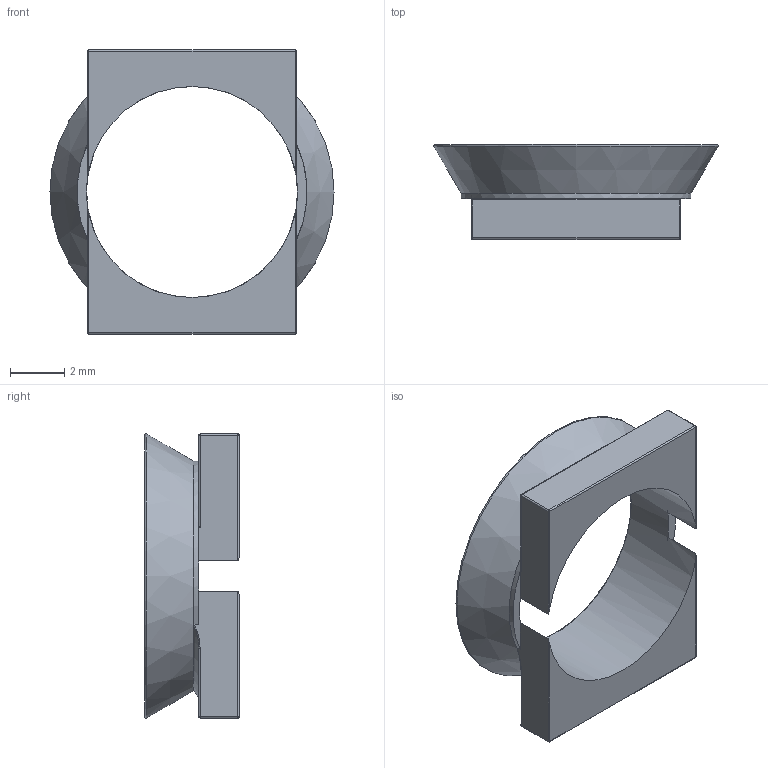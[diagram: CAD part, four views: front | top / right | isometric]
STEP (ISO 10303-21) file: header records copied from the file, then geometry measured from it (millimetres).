
FILE_DESCRIPTION(/* description */ (''),/* implementation_level */ '2;1');
FILE_NAME(/* name */ 'Painel FMC v4 anel de silicone Amarelo.stp',/* time_stamp */ '2016-05-17T14:37:40-03:00',/* author */ ('fernando.santanna'),/* organization */ (''),/* preprocessor_version */ 'ST-DEVELOPER v16.1',/* originating_system */ 'Autodesk Inventor 2016',/* authorisation */ '');
FILE_SCHEMA (('AUTOMOTIVE_DESIGN { 1 0 10303 214 3 1 1 }'));
Length unit declared in the file: millimetre
Products named in the file (1): Painel FMC v4 anel de silicone
Bounding box: 10.51 x 3.5 x 10.51 mm (x, y, z)
Volume: 95.1 mm3; surface area: 297.3 mm2
Topology: 1 solids, 1 shells, 45 faces, 102 edges, 58 vertices
Faces by surface type: cylinder 18, plane 13, sphere 8, torus 3, bspline 2, cone 1
Full cylindrical faces by diameter (mm): 7.8 x1
Entity records: 1359 total; most frequent: CARTESIAN_POINT 354, DIRECTION 212, ORIENTED_EDGE 192, EDGE_CURVE 96, AXIS2_PLACEMENT_3D 84, VERTEX_POINT 56, EDGE_LOOP 50, FACE_OUTER_BOUND 45
